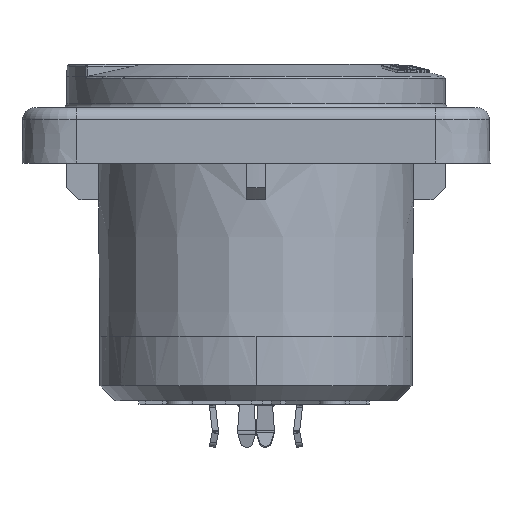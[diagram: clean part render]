
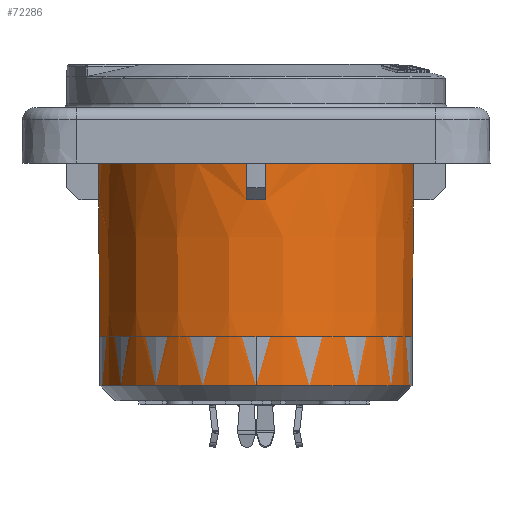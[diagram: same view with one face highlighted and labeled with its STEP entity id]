
A CAD part, left-side view. The second image highlights one B-rep face of the part: STEP entity #72286.
In plain terms, the highlighted conical face has half-angle 0.405 degrees and reference radius 12.736 mm.
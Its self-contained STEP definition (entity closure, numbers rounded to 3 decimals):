
#41643=CARTESIAN_POINT('',(0.,0.,3.));
#41644=DIRECTION('',(0.,0.,-1.));
#41645=DIRECTION('',(-0.059,0.998,0.));
#41646=AXIS2_PLACEMENT_3D('',#41643,#41644,#41645);
#41666=CARTESIAN_POINT('',(0.,0.,3.));
#41667=DIRECTION('',(0.,0.,-1.));
#41668=DIRECTION('',(0.,-1.,0.));
#41669=AXIS2_PLACEMENT_3D('',#41666,#41667,#41668);
#41679=CARTESIAN_POINT('',(0.,0.,3.));
#41680=DIRECTION('',(0.,0.,-1.));
#41681=DIRECTION('',(-0.998,-0.059,0.));
#41682=AXIS2_PLACEMENT_3D('',#41679,#41680,#41681);
#41785=CARTESIAN_POINT('',(0.,0.,6.));
#41786=DIRECTION('',(0.,0.,1.));
#41787=DIRECTION('',(-0.998,-0.059,0.));
#41788=AXIS2_PLACEMENT_3D('',#41785,#41786,#41787);
#41803=CARTESIAN_POINT('',(0.,0.,6.));
#41804=DIRECTION('',(0.,0.,1.));
#41805=DIRECTION('',(-0.059,0.998,0.));
#41806=AXIS2_PLACEMENT_3D('',#41803,#41804,#41805);
#49305=DIRECTION('',(0.,-0.007,-1.));
#49306=VECTOR('',#49305,3.);
#49307=CARTESIAN_POINT('',(-0.75,12.778,6.));
#49308=LINE('',#49307,#49306);
#49309=DIRECTION('',(0.,-0.007,1.));
#49310=VECTOR('',#49309,15.1);
#49311=CARTESIAN_POINT('',(0.,-12.672,-12.1));
#49312=LINE('',#49311,#49310);
#49313=CARTESIAN_POINT('',(0.,0.,-12.1));
#49314=DIRECTION('',(0.,0.,1.));
#49315=DIRECTION('',(0.,1.,0.));
#49316=AXIS2_PLACEMENT_3D('',#49313,#49314,#49315);
#49318=DIRECTION('',(0.,0.007,1.));
#49319=VECTOR('',#49318,15.1);
#49320=CARTESIAN_POINT('',(0.,12.672,-12.1));
#49321=LINE('',#49320,#49319);
#49322=DIRECTION('',(0.007,0.,-1.));
#49323=VECTOR('',#49322,3.);
#49324=CARTESIAN_POINT('',(-12.778,0.75,6.));
#49325=LINE('',#49324,#49323);
#49334=DIRECTION('',(0.007,0.,-1.));
#49335=VECTOR('',#49334,3.);
#49336=CARTESIAN_POINT('',(-12.778,-0.75,6.));
#49337=LINE('',#49336,#49335);
#49362=DIRECTION('',(0.,0.007,-1.));
#49363=VECTOR('',#49362,3.);
#49364=CARTESIAN_POINT('',(-0.75,-12.778,6.));
#49365=LINE('',#49364,#49363);
#49683=CARTESIAN_POINT('',(0.,12.672,-12.1));
#49685=VERTEX_POINT('',#49683);
#49687=CARTESIAN_POINT('',(0.,-12.672,-12.1));
#49689=VERTEX_POINT('',#49687);
#49690=CARTESIAN_POINT('',(0.,12.779,3.));
#49692=VERTEX_POINT('',#49690);
#49699=CARTESIAN_POINT('',(0.,-12.779,3.));
#49701=VERTEX_POINT('',#49699);
#49710=CARTESIAN_POINT('',(-0.75,-12.757,3.));
#49711=VERTEX_POINT('',#49710);
#49712=CARTESIAN_POINT('',(-12.757,-0.75,3.));
#49713=CARTESIAN_POINT('',(-12.757,0.75,3.));
#49714=VERTEX_POINT('',#49712);
#49715=VERTEX_POINT('',#49713);
#49716=CARTESIAN_POINT('',(-0.75,12.757,3.));
#49717=VERTEX_POINT('',#49716);
#49718=CARTESIAN_POINT('',(-0.75,12.778,6.));
#49719=VERTEX_POINT('',#49718);
#49720=CARTESIAN_POINT('',(-12.778,-0.75,6.));
#49721=VERTEX_POINT('',#49720);
#49722=CARTESIAN_POINT('',(-12.778,0.75,6.));
#49723=VERTEX_POINT('',#49722);
#49724=CARTESIAN_POINT('',(-0.75,-12.778,6.));
#49725=VERTEX_POINT('',#49724);
#72264=CARTESIAN_POINT('',(0.,0.,-3.05));
#72265=DIRECTION('',(0.,0.,1.));
#72266=DIRECTION('',(0.,1.,0.));
#72267=AXIS2_PLACEMENT_3D('',#72264,#72265,#72266);
#72268=CONICAL_SURFACE('',#72267,12.736,0.405);
#72269=ORIENTED_EDGE('',*,*,#61569,.F.);
#72270=ORIENTED_EDGE('',*,*,#61510,.F.);
#72271=ORIENTED_EDGE('',*,*,#61479,.F.);
#72272=ORIENTED_EDGE('',*,*,#61507,.T.);
#72273=ORIENTED_EDGE('',*,*,#61543,.F.);
#72274=ORIENTED_EDGE('',*,*,#72253,.F.);
#72275=ORIENTED_EDGE('',*,*,#61716,.T.);
#72277=ORIENTED_EDGE('',*,*,#72276,.T.);
#72278=ORIENTED_EDGE('',*,*,#61585,.F.);
#72280=ORIENTED_EDGE('',*,*,#72279,.F.);
#72281=ORIENTED_EDGE('',*,*,#61708,.T.);
#72283=ORIENTED_EDGE('',*,*,#72282,.T.);
#72284=EDGE_LOOP('',(#72269,#72270,#72271,#72272,#72273,#72274,#72275,#72277,
#72278,#72280,#72281,#72283));
#72285=FACE_OUTER_BOUND('',#72284,.F.);
#41647=CIRCLE('',#41646,12.779);
#41670=CIRCLE('',#41669,12.779);
#41683=CIRCLE('',#41682,12.779);
#41789=CIRCLE('',#41788,12.8);
#41807=CIRCLE('',#41806,12.8);
#49317=CIRCLE('',#49316,12.672);
#61479=EDGE_CURVE('',#49685,#49689,#49317,.T.);
#61507=EDGE_CURVE('',#49685,#49692,#49321,.T.);
#61510=EDGE_CURVE('',#49689,#49701,#49312,.T.);
#61543=EDGE_CURVE('',#49717,#49692,#41647,.T.);
#61569=EDGE_CURVE('',#49701,#49711,#41670,.T.);
#61585=EDGE_CURVE('',#49714,#49715,#41683,.T.);
#61708=EDGE_CURVE('',#49721,#49725,#41789,.T.);
#61716=EDGE_CURVE('',#49719,#49723,#41807,.T.);
#72253=EDGE_CURVE('',#49719,#49717,#49308,.T.);
#72276=EDGE_CURVE('',#49723,#49715,#49325,.T.);
#72279=EDGE_CURVE('',#49721,#49714,#49337,.T.);
#72282=EDGE_CURVE('',#49725,#49711,#49365,.T.);
#72286=ADVANCED_FACE('',(#72285),#72268,.T.);
